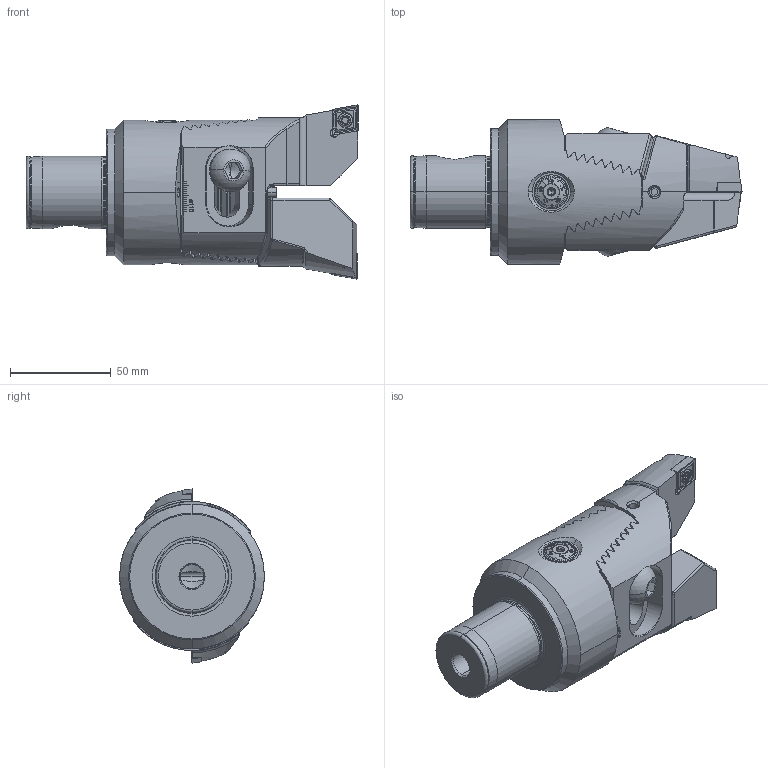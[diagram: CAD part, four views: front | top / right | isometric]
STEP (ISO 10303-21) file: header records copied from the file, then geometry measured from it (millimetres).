
FILE_DESCRIPTION (( 'STEP AP203' ), '1' );
FILE_NAME ('D64.063.087.125.STEP', '2018-02-28T15:29:21', ( 'SWIAdmin' ), ( 'Hewlett-Packard Company' ), 'SwSTEP 2.0', 'SolidWorks 2017', '' );
FILE_SCHEMA (( 'CONFIG_CONTROL_DESIGN' ));
Length unit declared in the file: millimetre
Products named in the file (22): Z72-ER1.002.025_A; F32-BG1.010.006_A; ISO 4028 - M3 x 5_M3x8; Z72-ER1.003.025_A_gespannt; ZC7-BG1.017.050; ZC7-WCC.010.050; Z72-ER1.001.025; ZCx-BG2.00x.0xx_A_ZC7; ZC7-BG3.005.040_A_ZC7; Z42-ER2.001.019_A; D64.063.087.125; ZC7-BG1.017.050_B; ZC7-xxx.001.050_A_versetzt Combi; F32-BG2.014.012_A; ZC7-xxx.001.050_A; F32-BG2.017.003_A; Z72-ER3.001.030; F32-BG2.017.004_A; CCMT120404; WH6-ZC7.K23.125_A; F32-BG2.009.019_A; WCC-ER2.001.010_A
Assembly tree (24 placements, depth 3):
  D64.063.087.125
    WH6-ZC7.K23.125_A
    Z72-ER1.001.025  x2
      Z72-ER1.002.025_A
      Z72-ER1.003.025_A_gespannt
    Z42-ER2.001.019_A
    ZC7-WCC.010.050
      ZC7-xxx.001.050_A_versetzt Combi
      ZC7-xxx.001.050_A
      Z72-ER3.001.030
      CCMT120404  x2
      WCC-ER2.001.010_A  x2
      ISO 4028 - M3 x 5_M3x8
    ZC7-BG3.005.040_A_ZC7
    ZC7-BG1.017.050
      ZC7-BG1.017.050_B
      F32-BG2.014.012_A
      F32-BG2.017.003_A
      F32-BG2.017.004_A
      F32-BG2.009.019_A
      F32-BG1.010.006_A
    ZCx-BG2.00x.0xx_A_ZC7
Bounding box: 165 x 72 x 86.5 mm (x, y, z)
Volume: 387635.3 mm3; surface area: 89754 mm2
Topology: 22 solids, 22 shells, 1551 faces, 4105 edges, 2586 vertices
Faces by surface type: plane 797, cylinder 289, cone 252, bspline 127, torus 70, sphere 16
Entity records: 53635 total; most frequent: CARTESIAN_POINT 18326, ORIENTED_EDGE 7592, DIRECTION 5965, EDGE_CURVE 3796, VERTEX_POINT 2421, AXIS2_PLACEMENT_3D 2093, LINE 1779, VECTOR 1779
